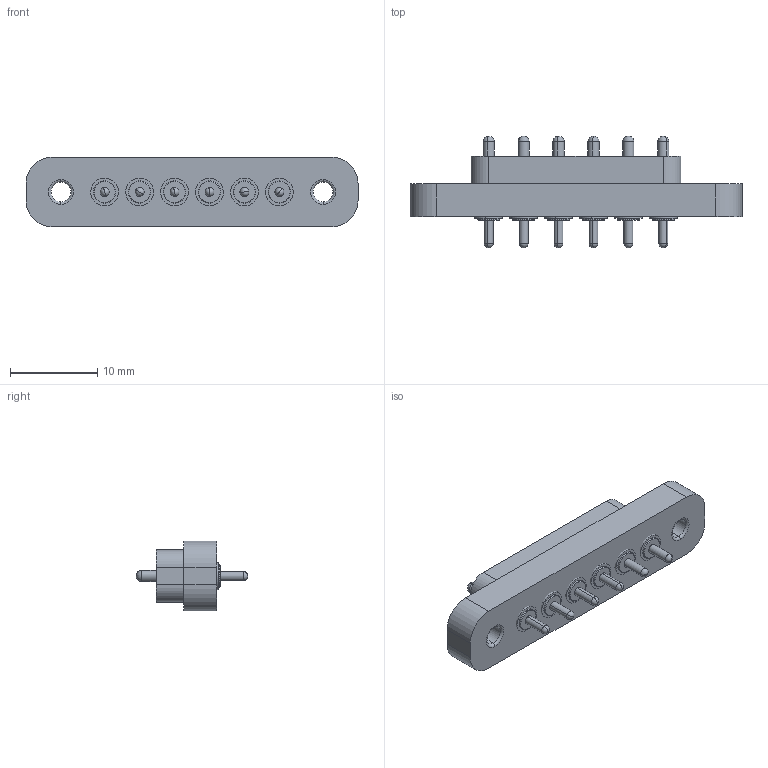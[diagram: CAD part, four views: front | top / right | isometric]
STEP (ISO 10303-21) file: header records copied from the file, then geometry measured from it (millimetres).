
FILE_DESCRIPTION (( 'STEP AP214' ), '1' );
FILE_NAME ('UEBK-30331.STEP', '2021-01-15T10:00:35', ( '' ), ( '' ), 'SwSTEP 2.0', 'SolidWorks 2020', '' );
FILE_SCHEMA (( 'AUTOMOTIVE_DESIGN' ));
Length unit declared in the file: millimetre
Products named in the file (3): UEBK-30331-Pin; UEBK-30331; UEBK-30331-Gehäuse
Assembly tree (7 placements, depth 2):
  UEBK-30331
    UEBK-30331-Gehäuse
    UEBK-30331-Pin  x6
Bounding box: 38 x 12.78 x 8 mm (x, y, z)
Volume: 1587.9 mm3; surface area: 1938.2 mm2
Topology: 7 solids, 7 shells, 247 faces, 556 edges, 336 vertices
Faces by surface type: cylinder 132, plane 47, cone 36, sphere 24, torus 8
Entity records: 2488 total; most frequent: DIRECTION 458, CARTESIAN_POINT 377, ORIENTED_EDGE 356, AXIS2_PLACEMENT_3D 193, EDGE_CURVE 178, VERTEX_POINT 112, CIRCLE 106, EDGE_LOOP 100
